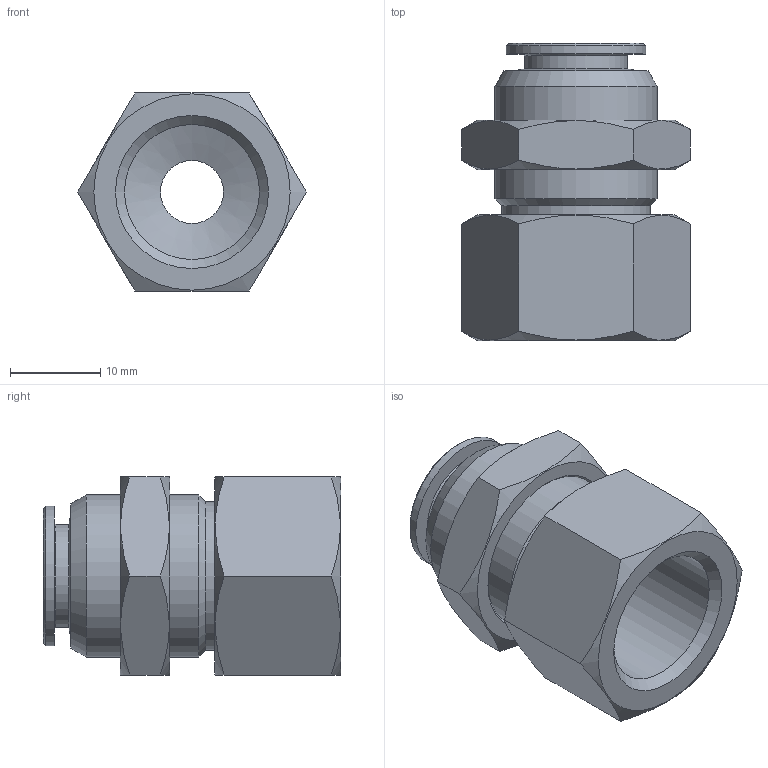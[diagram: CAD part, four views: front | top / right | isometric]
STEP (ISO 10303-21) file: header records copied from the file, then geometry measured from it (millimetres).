
FILE_DESCRIPTION( ( 'STEP AP214' ), '1' );
FILE_NAME( 'psolqas_19076_28.stp', '2020-12-01T17:12:43', ( 'License CC BY-ND 4.0' ), ( 'CADENAS' ), ' ', 'PARTsolutions', ' ' );
FILE_SCHEMA( ( 'AUTOMOTIVE_DESIGN { 1 0 10303 214 1 1 1 1 }' ) );
Length unit declared in the file: metre
Products named in the file (1): NONE
Bounding box: 25.4 x 33.05 x 22 mm (x, y, z)
Volume: 7256 mm3; surface area: 4541.8 mm2
Topology: 1 solids, 1 shells, 43 faces, 100 edges, 64 vertices
Faces by surface type: plane 19, cone 15, cylinder 8, torus 1
Full cylindrical faces by diameter (mm): 7 x1, 10.15 x1, 11.4 x1, 15 x1, 15.5 x1, 16.5 x1, 18 x2
Entity records: 1564 total; most frequent: CARTESIAN_POINT 370, DIRECTION 158, ORIENTED_EDGE 146, EDGE_LOOP 74, AXIS2_PLACEMENT_3D 73, EDGE_CURVE 73, VERTEX_POINT 61, FACE_OUTER_BOUND 52
